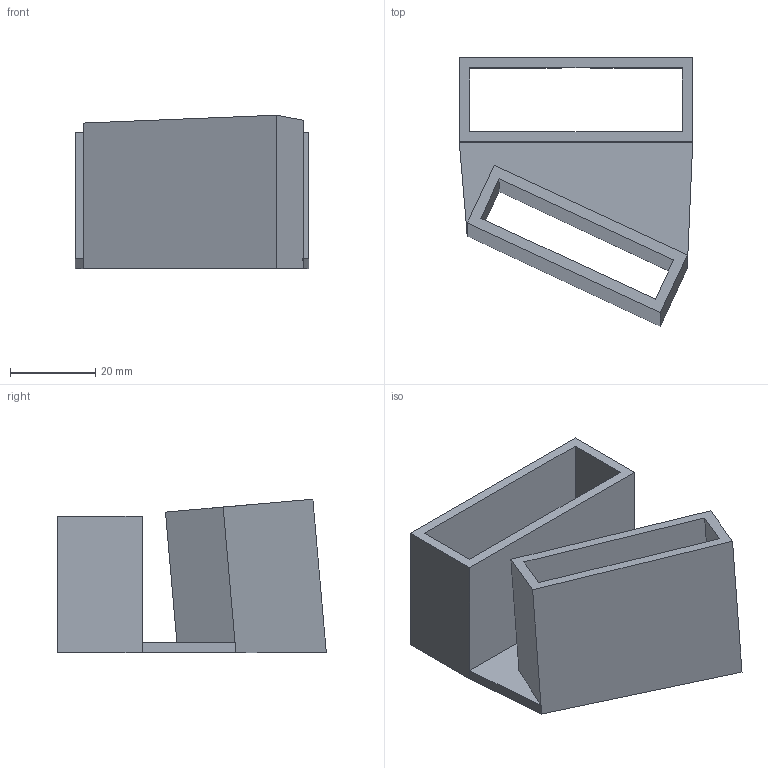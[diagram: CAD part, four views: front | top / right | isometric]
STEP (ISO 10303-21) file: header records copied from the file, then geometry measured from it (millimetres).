
FILE_DESCRIPTION(('HOOPS Exchange Step'),'2;1');
FILE_NAME('temp_export','2022-10-19T10:03:51-07:00',('schwa'),('Shapr3D Limited'),'HOOPS Exchange 2022.1','Shapr3D','Authorized');
FILE_SCHEMA( ('AUTOMOTIVE_DESIGN { 1 0 10303 214 1 1 1 1 }') );
Length unit declared in the file: millimetre
Products named in the file (1): root
Bounding box: 54.8 x 63.04 x 36.05 mm (x, y, z)
Volume: 22905.1 mm3; surface area: 20230.2 mm2
Topology: 1 solids, 1 shells, 27 faces, 74 edges, 48 vertices
Faces by surface type: plane 26, cylinder 1
Entity records: 870 total; most frequent: CARTESIAN_POINT 150, ORIENTED_EDGE 148, DIRECTION 132, EDGE_CURVE 74, VECTOR 72, LINE 72, VERTEX_POINT 48, AXIS2_PLACEMENT_3D 30
